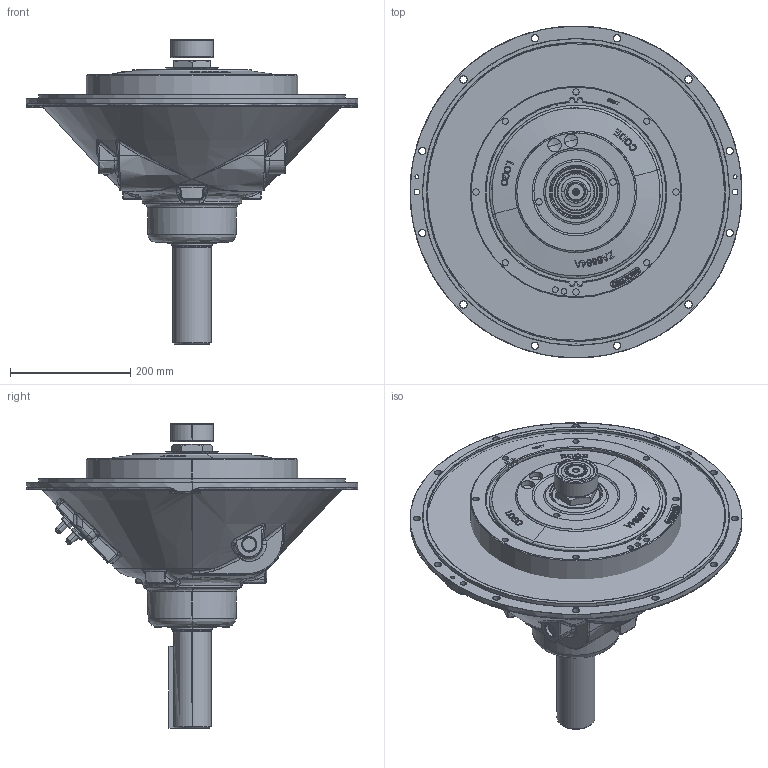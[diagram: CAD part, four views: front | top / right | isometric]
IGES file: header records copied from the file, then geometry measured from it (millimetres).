
Start section: SolidWorks IGES file using analytic representation for surfaces
Global section: file name: 1028710C.IGS; native system: SolidWorks 2010; preprocessor: SolidWorks 2010; author: josephl; date: 141212.112056; units: millimetre
Bounding box: 553.23 x 553.23 x 508 mm (x, y, z)
Surface area: 1022491.2 mm2 (no closed solid volume)
Topology: 0 solids, 0 shells, 990 faces, 18723 edges, 18658 vertices
Faces by surface type: bspline 648, revolution 342
